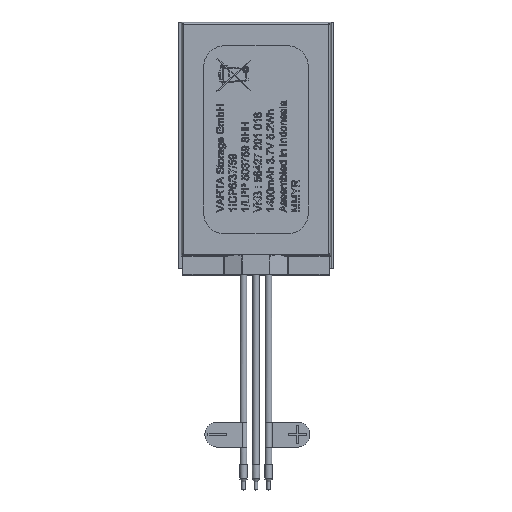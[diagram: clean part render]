
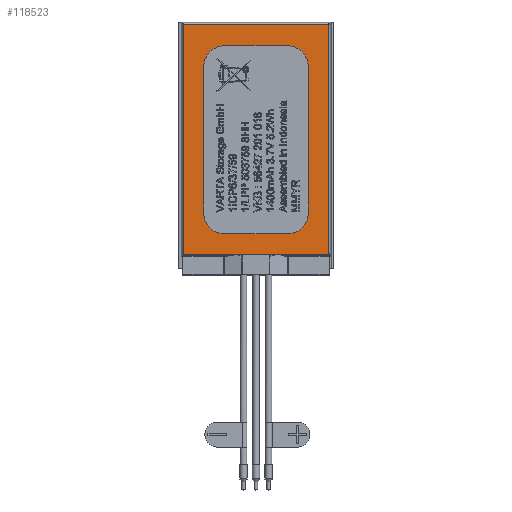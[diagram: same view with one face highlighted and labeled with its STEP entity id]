
A CAD part, top view. The second image highlights one B-rep face of the part: STEP entity #118523.
In plain terms, the highlighted planar face has unit normal (0, 0, 1).
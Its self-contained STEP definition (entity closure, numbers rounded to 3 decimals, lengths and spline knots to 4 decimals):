
#2688=ELLIPSE('',#122459,0.005,0.005);
#2691=ELLIPSE('',#122462,0.005,0.005);
#2692=ELLIPSE('',#122466,0.005,0.005);
#2694=ELLIPSE('',#122469,0.005,0.005);
#8515=FACE_BOUND('',#21498,.T.);
#8901=CIRCLE('',#120092,0.5);
#8902=CIRCLE('',#120095,0.5);
#8903=CIRCLE('',#120097,0.5);
#8904=CIRCLE('',#120100,0.5);
#14823=FACE_OUTER_BOUND('',#21497,.T.);
#21497=EDGE_LOOP('',(#101402,#101403,#101404,#101405,#101406,#101407,#101408,
#101409));
#21498=EDGE_LOOP('',(#101410,#101411,#101412,#101413,#101414,#101415,#101416,
#101417));
#24837=LINE('',#158851,#35570);
#24841=LINE('',#158864,#35574);
#24844=LINE('',#158871,#35577);
#24845=LINE('',#158873,#35578);
#31602=LINE('',#203652,#42335);
#31930=LINE('',#204729,#42663);
#31932=LINE('',#204792,#42665);
#31934=LINE('',#204853,#42667);
#35570=VECTOR('',#128139,1.5);
#35574=VECTOR('',#128153,1.5);
#35577=VECTOR('',#128162,3.5);
#35578=VECTOR('',#128165,3.5);
#42335=VECTOR('',#139142,3.4726);
#42663=VECTOR('',#139958,5.4926);
#42665=VECTOR('',#139976,3.4726);
#42667=VECTOR('',#139990,5.4926);
#46332=VERTEX_POINT('',#158843);
#46333=VERTEX_POINT('',#158844);
#46334=VERTEX_POINT('',#158849);
#46335=VERTEX_POINT('',#158853);
#46336=VERTEX_POINT('',#158857);
#46337=VERTEX_POINT('',#158858);
#46338=VERTEX_POINT('',#158863);
#46339=VERTEX_POINT('',#158867);
#53390=VERTEX_POINT('',#203649);
#53391=VERTEX_POINT('',#203651);
#53661=VERTEX_POINT('',#204726);
#53662=VERTEX_POINT('',#204728);
#53664=VERTEX_POINT('',#204758);
#53665=VERTEX_POINT('',#204790);
#53667=VERTEX_POINT('',#204819);
#53668=VERTEX_POINT('',#204848);
#58680=EDGE_CURVE('',#46332,#46333,#8901,.T.);
#58684=EDGE_CURVE('',#46333,#46334,#24837,.T.);
#58685=EDGE_CURVE('',#46334,#46335,#8902,.T.);
#58687=EDGE_CURVE('',#46336,#46337,#8903,.T.);
#58690=EDGE_CURVE('',#46338,#46336,#24841,.T.);
#58692=EDGE_CURVE('',#46339,#46338,#8904,.T.);
#58694=EDGE_CURVE('',#46335,#46339,#24844,.T.);
#58695=EDGE_CURVE('',#46337,#46332,#24845,.T.);
#69271=EDGE_CURVE('',#53390,#53391,#31602,.T.);
#69710=EDGE_CURVE('',#53661,#53662,#31930,.T.);
#69714=EDGE_CURVE('',#53664,#53661,#2688,.T.);
#69717=EDGE_CURVE('',#53662,#53390,#2691,.T.);
#69719=EDGE_CURVE('',#53665,#53664,#31932,.T.);
#69721=EDGE_CURVE('',#53667,#53665,#2692,.T.);
#69724=EDGE_CURVE('',#53391,#53668,#2694,.T.);
#69726=EDGE_CURVE('',#53668,#53667,#31934,.T.);
#101402=ORIENTED_EDGE('',*,*,#69710,.F.);
#101403=ORIENTED_EDGE('',*,*,#69714,.F.);
#101404=ORIENTED_EDGE('',*,*,#69719,.F.);
#101405=ORIENTED_EDGE('',*,*,#69721,.F.);
#101406=ORIENTED_EDGE('',*,*,#69726,.F.);
#101407=ORIENTED_EDGE('',*,*,#69724,.F.);
#101408=ORIENTED_EDGE('',*,*,#69271,.F.);
#101409=ORIENTED_EDGE('',*,*,#69717,.F.);
#101410=ORIENTED_EDGE('',*,*,#58687,.T.);
#101411=ORIENTED_EDGE('',*,*,#58695,.T.);
#101412=ORIENTED_EDGE('',*,*,#58680,.T.);
#101413=ORIENTED_EDGE('',*,*,#58684,.T.);
#101414=ORIENTED_EDGE('',*,*,#58685,.T.);
#101415=ORIENTED_EDGE('',*,*,#58694,.T.);
#101416=ORIENTED_EDGE('',*,*,#58692,.T.);
#101417=ORIENTED_EDGE('',*,*,#58690,.T.);
#106555=PLANE('',#122475);
#118523=ADVANCED_FACE('',(#14823,#8515),#106555,.T.);
#120092=AXIS2_PLACEMENT_3D('',#158845,#128132,#128133);
#120095=AXIS2_PLACEMENT_3D('',#158854,#128142,#128143);
#120097=AXIS2_PLACEMENT_3D('',#158859,#128147,#128148);
#120100=AXIS2_PLACEMENT_3D('',#158868,#128157,#128158);
#122459=AXIS2_PLACEMENT_3D('',#204760,#139964,#139965);
#122462=AXIS2_PLACEMENT_3D('',#204788,#139970,#139971);
#122466=AXIS2_PLACEMENT_3D('',#204821,#139979,#139980);
#122469=AXIS2_PLACEMENT_3D('',#204850,#139985,#139986);
#122475=AXIS2_PLACEMENT_3D('',#204864,#140003,#140004);
#128132=DIRECTION('center_axis',(0.,0.,
-1.));
#128133=DIRECTION('ref_axis',(0.707,-0.707,0.));
#128139=DIRECTION('',(-1.,0.,0.));
#128142=DIRECTION('center_axis',(0.,0.,
-1.));
#128143=DIRECTION('ref_axis',(-0.707,-0.707,0.));
#128147=DIRECTION('center_axis',(0.,0.,
-1.));
#128148=DIRECTION('ref_axis',(0.707,0.707,0.));
#128153=DIRECTION('',(1.,0.,0.));
#128157=DIRECTION('center_axis',(0.,0.,
-1.));
#128158=DIRECTION('ref_axis',(-0.707,0.707,0.));
#128162=DIRECTION('',(0.,1.,0.));
#128165=DIRECTION('',(0.,-1.,0.));
#139142=DIRECTION('',(-1.,0.,0.));
#139958=DIRECTION('',(0.,-1.,0.));
#139964=DIRECTION('center_axis',(0.,0.,
-1.));
#139965=DIRECTION('ref_axis',(0.707,0.707,0.));
#139970=DIRECTION('center_axis',(0.,0.,
-1.));
#139971=DIRECTION('ref_axis',(0.707,-0.707,0.));
#139976=DIRECTION('',(1.,0.,0.));
#139979=DIRECTION('center_axis',(0.,0.,
-1.));
#139980=DIRECTION('ref_axis',(-0.707,0.707,0.));
#139985=DIRECTION('center_axis',(0.,0.,
-1.));
#139986=DIRECTION('ref_axis',(-0.707,-0.707,0.));
#139990=DIRECTION('',(0.,1.,0.));
#140003=DIRECTION('center_axis',(0.,0.,
1.));
#140004=DIRECTION('ref_axis',(1.,0.,0.));
#158843=CARTESIAN_POINT('',(1.25,0.725,0.6));
#158844=CARTESIAN_POINT('',(0.75,0.225,0.6));
#158845=CARTESIAN_POINT('Origin',(0.75,0.725,0.6));
#158849=CARTESIAN_POINT('',(-0.75,0.225,0.6));
#158851=CARTESIAN_POINT('',(-0.625,0.225,0.6));
#158853=CARTESIAN_POINT('',(-1.25,0.725,0.6));
#158854=CARTESIAN_POINT('Origin',(-0.75,0.725,
0.6));
#158857=CARTESIAN_POINT('',(0.75,4.725,0.6));
#158858=CARTESIAN_POINT('',(1.25,4.225,0.6));
#158859=CARTESIAN_POINT('Origin',(0.75,4.225,0.6));
#158863=CARTESIAN_POINT('',(-0.75,4.725,0.6));
#158864=CARTESIAN_POINT('',(0.625,4.725,0.6));
#158867=CARTESIAN_POINT('',(-1.25,4.225,0.6));
#158868=CARTESIAN_POINT('Origin',(-0.75,4.225,0.6));
#158871=CARTESIAN_POINT('',(-1.25,3.6088,0.6));
#158873=CARTESIAN_POINT('',(1.25,1.3588,0.6));
#203649=CARTESIAN_POINT('',(1.7363,-0.2588,0.6));
#203651=CARTESIAN_POINT('',(-1.7363,-0.2588,0.6));
#203652=CARTESIAN_POINT('',(0.895,-0.2588,0.6));
#204726=CARTESIAN_POINT('',(1.7413,5.2388,0.6));
#204728=CARTESIAN_POINT('',(1.7413,-0.2538,0.6));
#204729=CARTESIAN_POINT('',(1.7413,3.8925,0.6));
#204758=CARTESIAN_POINT('',(1.7363,5.2438,0.6));
#204760=CARTESIAN_POINT('Origin',(1.7363,5.2388,0.6));
#204788=CARTESIAN_POINT('Origin',(1.7363,-0.2538,0.6));
#204790=CARTESIAN_POINT('',(-1.7363,5.2438,0.6));
#204792=CARTESIAN_POINT('',(-0.895,5.2438,0.6));
#204819=CARTESIAN_POINT('',(-1.7413,5.2388,0.6));
#204821=CARTESIAN_POINT('Origin',(-1.7363,5.2388,0.6));
#204848=CARTESIAN_POINT('',(-1.7413,-0.2538,0.6));
#204850=CARTESIAN_POINT('Origin',(-1.7363,-0.2538,
0.6));
#204853=CARTESIAN_POINT('',(-1.7413,1.0925,0.6));
#204864=CARTESIAN_POINT('Origin',(0.,2.4925,0.6));
